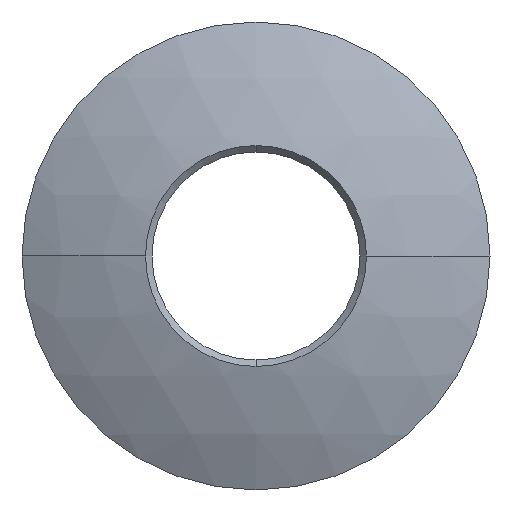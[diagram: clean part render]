
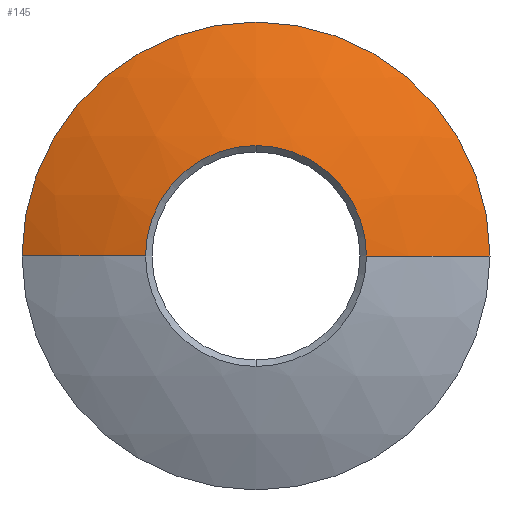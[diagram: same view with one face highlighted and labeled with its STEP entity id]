
A CAD part, front view. The second image highlights one B-rep face of the part: STEP entity #145.
In plain terms, the highlighted spherical face has radius 20 mm.
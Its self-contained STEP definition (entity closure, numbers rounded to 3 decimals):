
#124 = ORIENTED_EDGE ( 'NONE', *, *, #126, .T. ) ;
#125 = EDGE_CURVE ( 'NONE', #129, #142, #649, .T. ) ;
#126 = EDGE_CURVE ( 'NONE', #411, #129, #628, .T. ) ;
#127 = EDGE_CURVE ( 'NONE', #128, #148, #633, .T. ) ;
#128 = VERTEX_POINT ( 'NONE', #622 ) ;
#129 = VERTEX_POINT ( 'NONE', #629 ) ;
#130 = ORIENTED_EDGE ( 'NONE', *, *, #139, .F. ) ;
#131 = ORIENTED_EDGE ( 'NONE', *, *, #125, .T. ) ;
#132 = ORIENTED_EDGE ( 'NONE', *, *, #127, .F. ) ;
#133 = ORIENTED_EDGE ( 'NONE', *, *, #395, .T. ) ;
#139 = EDGE_CURVE ( 'NONE', #148, #142, #650, .T. ) ;
#140 = ORIENTED_EDGE ( 'NONE', *, *, #143, .F. ) ;
#142 = VERTEX_POINT ( 'NONE', #290 ) ;
#143 = EDGE_CURVE ( 'NONE', #406, #128, #577, .T. ) ;
#145 = ADVANCED_FACE ( 'NONE', ( #661 ), #654, .T. ) ;
#146 = EDGE_LOOP ( 'NONE', ( #133, #124, #131, #130, #132, #140 ) ) ;
#148 = VERTEX_POINT ( 'NONE', #728 ) ;
#152 = DIRECTION ( 'NONE',  ( 0., 0., -1. ) ) ;
#154 = DIRECTION ( 'NONE',  ( -1., 0., 0. ) ) ;
#290 = CARTESIAN_POINT ( 'NONE',  ( -4.25, 0., 0. ) ) ;
#395 = EDGE_CURVE ( 'NONE', #406, #411, #832, .T. ) ;
#406 = VERTEX_POINT ( 'NONE', #960 ) ;
#411 = VERTEX_POINT ( 'NONE', #976 ) ;
#569 = CARTESIAN_POINT ( 'NONE',  ( 0., 19.543, 0. ) ) ;
#570 = AXIS2_PLACEMENT_3D ( 'NONE', #569, #152, #154 ) ;
#577 = CIRCLE ( 'NONE', #570, 20. ) ;
#622 = CARTESIAN_POINT ( 'NONE',  ( 4.25, 0., 0. ) ) ;
#626 = CARTESIAN_POINT ( 'NONE',  ( 0., 1.683, 0. ) ) ;
#627 = AXIS2_PLACEMENT_3D ( 'NONE', #626, #641, #640 ) ;
#628 = CIRCLE ( 'NONE', #627, 9. ) ;
#629 = CARTESIAN_POINT ( 'NONE',  ( -9., 1.683, 0. ) ) ;
#630 = DIRECTION ( 'NONE',  ( 1., 0., 0. ) ) ;
#631 = DIRECTION ( 'NONE',  ( 0., 0., 1. ) ) ;
#632 = CARTESIAN_POINT ( 'NONE',  ( 0., 19.543, 0. ) ) ;
#633 = CIRCLE ( 'NONE', #638, 4.25 ) ;
#635 = DIRECTION ( 'NONE',  ( 0., 0., -1. ) ) ;
#636 = DIRECTION ( 'NONE',  ( 0., -1., 0. ) ) ;
#637 = CARTESIAN_POINT ( 'NONE',  ( 0., 0., 0. ) ) ;
#638 = AXIS2_PLACEMENT_3D ( 'NONE', #637, #636, #635 ) ;
#640 = DIRECTION ( 'NONE',  ( 0., 0., -1. ) ) ;
#641 = DIRECTION ( 'NONE',  ( 0., -1., 0. ) ) ;
#643 = AXIS2_PLACEMENT_3D ( 'NONE', #646, #645, #651 ) ;
#645 = DIRECTION ( 'NONE',  ( 0., 0., 1. ) ) ;
#646 = CARTESIAN_POINT ( 'NONE',  ( 0., 19.543, 0. ) ) ;
#647 = DIRECTION ( 'NONE',  ( 0., 0., -1. ) ) ;
#648 = DIRECTION ( 'NONE',  ( 0., -1., 0. ) ) ;
#649 = CIRCLE ( 'NONE', #665, 20. ) ;
#650 = CIRCLE ( 'NONE', #660, 4.25 ) ;
#651 = DIRECTION ( 'NONE',  ( 1., 0., 0. ) ) ;
#654 = SPHERICAL_SURFACE ( 'NONE', #643, 20. ) ;
#655 = CARTESIAN_POINT ( 'NONE',  ( 0., 0., 0. ) ) ;
#660 = AXIS2_PLACEMENT_3D ( 'NONE', #655, #648, #647 ) ;
#661 = FACE_OUTER_BOUND ( 'NONE', #146, .T. ) ;
#665 = AXIS2_PLACEMENT_3D ( 'NONE', #632, #631, #630 ) ;
#728 = CARTESIAN_POINT ( 'NONE',  ( 0., 0., 4.25 ) ) ;
#829 = AXIS2_PLACEMENT_3D ( 'NONE', #846, #843, #841 ) ;
#832 = CIRCLE ( 'NONE', #829, 9. ) ;
#841 = DIRECTION ( 'NONE',  ( 0., 0., -1. ) ) ;
#843 = DIRECTION ( 'NONE',  ( 0., -1., 0. ) ) ;
#846 = CARTESIAN_POINT ( 'NONE',  ( 0., 1.683, 0. ) ) ;
#960 = CARTESIAN_POINT ( 'NONE',  ( 9., 1.683, 0. ) ) ;
#976 = CARTESIAN_POINT ( 'NONE',  ( 0., 1.683, 9. ) ) ;
